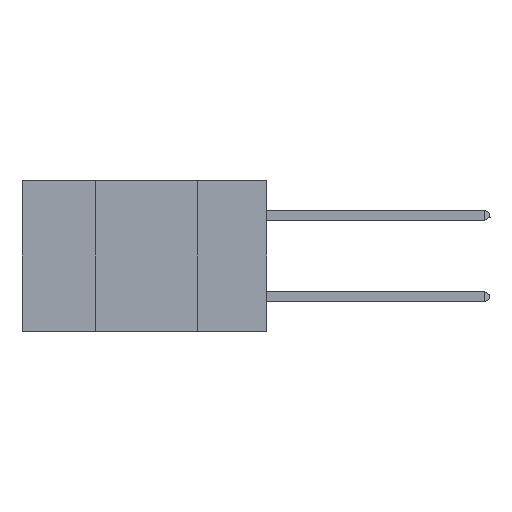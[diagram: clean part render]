
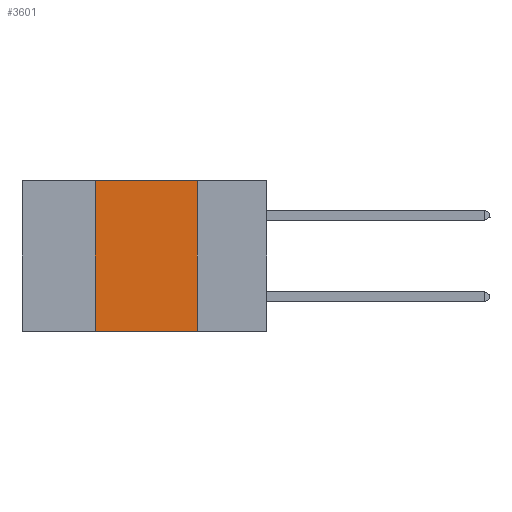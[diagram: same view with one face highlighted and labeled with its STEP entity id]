
A CAD part, left-side view. The second image highlights one B-rep face of the part: STEP entity #3601.
In plain terms, the highlighted planar face has unit normal (-1, 0, 0).
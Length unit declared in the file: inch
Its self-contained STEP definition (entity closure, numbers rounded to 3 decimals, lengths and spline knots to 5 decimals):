
#128 = DIRECTION ( 'NONE',  ( 0., 0., -1. ) ) ;
#394 = CARTESIAN_POINT ( 'NONE',  ( 0., 0.6, 0. ) ) ;
#549 = DIRECTION ( 'NONE',  ( 0., 0., -1. ) ) ;
#1180 = VERTEX_POINT ( 'NONE', #9376 ) ;
#1197 = ORIENTED_EDGE ( 'NONE', *, *, #11818, .F. ) ;
#1293 = VECTOR ( 'NONE', #2390, 39.37008 ) ;
#1691 = DIRECTION ( 'NONE',  ( 0., -1., 0. ) ) ;
#2390 = DIRECTION ( 'NONE',  ( 0., 0., 1. ) ) ;
#3356 = VECTOR ( 'NONE', #17605, 39.37008 ) ;
#3438 = LINE ( 'NONE', #18786, #17491 ) ;
#3601 = ADVANCED_FACE ( 'NONE', ( #6323 ), #6568, .F. ) ;
#5489 = CARTESIAN_POINT ( 'NONE',  ( 0., 0.42, 0. ) ) ;
#5496 = LINE ( 'NONE', #12413, #15188 ) ;
#5568 = EDGE_CURVE ( 'NONE', #14144, #14634, #7479, .T. ) ;
#5771 = CARTESIAN_POINT ( 'NONE',  ( 0., 0.42, 0. ) ) ;
#6077 = EDGE_CURVE ( 'NONE', #14634, #1180, #5496, .T. ) ;
#6323 = FACE_OUTER_BOUND ( 'NONE', #18361, .T. ) ;
#6568 = PLANE ( 'NONE',  #16159 ) ;
#6892 = EDGE_CURVE ( 'NONE', #9702, #1180, #3438, .T. ) ;
#7479 = LINE ( 'NONE', #14351, #3356 ) ;
#8308 = LINE ( 'NONE', #5489, #1293 ) ;
#9376 = CARTESIAN_POINT ( 'NONE',  ( 0., 0.17, -0.37 ) ) ;
#9702 = VERTEX_POINT ( 'NONE', #17818 ) ;
#9992 = CARTESIAN_POINT ( 'NONE',  ( 0., 0.17, 0. ) ) ;
#10563 = ORIENTED_EDGE ( 'NONE', *, *, #6077, .F. ) ;
#11218 = DIRECTION ( 'NONE',  ( 1., 0., 0. ) ) ;
#11818 = EDGE_CURVE ( 'NONE', #9702, #14144, #8308, .T. ) ;
#12413 = CARTESIAN_POINT ( 'NONE',  ( 0., 0.17, 0. ) ) ;
#14144 = VERTEX_POINT ( 'NONE', #5771 ) ;
#14351 = CARTESIAN_POINT ( 'NONE',  ( 0., 0.6, 0. ) ) ;
#14634 = VERTEX_POINT ( 'NONE', #9992 ) ;
#15188 = VECTOR ( 'NONE', #549, 39.37008 ) ;
#16159 = AXIS2_PLACEMENT_3D ( 'NONE', #394, #11218, #128 ) ;
#17340 = ORIENTED_EDGE ( 'NONE', *, *, #5568, .F. ) ;
#17491 = VECTOR ( 'NONE', #1691, 39.37008 ) ;
#17605 = DIRECTION ( 'NONE',  ( 0., -1., 0. ) ) ;
#17818 = CARTESIAN_POINT ( 'NONE',  ( 0., 0.42, -0.37 ) ) ;
#18361 = EDGE_LOOP ( 'NONE', ( #10563, #17340, #1197, #19100 ) ) ;
#18786 = CARTESIAN_POINT ( 'NONE',  ( 0., 0.6, -0.37 ) ) ;
#19100 = ORIENTED_EDGE ( 'NONE', *, *, #6892, .T. ) ;
